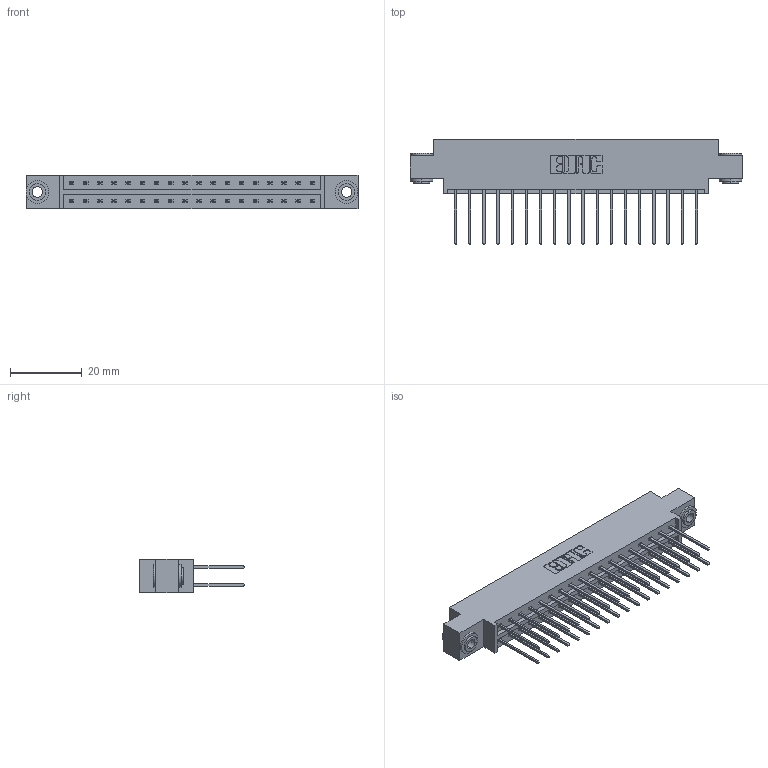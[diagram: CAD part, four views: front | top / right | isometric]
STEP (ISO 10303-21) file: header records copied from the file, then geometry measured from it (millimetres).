
FILE_DESCRIPTION (( 'STEP AP203' ), '1' );
FILE_NAME ('833-036-540-803.STEP', '2020-06-03T02:47:30', ( '' ), ( '' ), 'SwSTEP 2.0', 'SolidWorks 2020', '' );
FILE_SCHEMA (( 'CONFIG_CONTROL_DESIGN' ));
Length unit declared in the file: inch
Products named in the file (4): 833 Part_Offset - .156 Dia - TH; 345-292-001_345-293-140; 833-036-540-803; 345-250-002_345-250-002-102
Assembly tree (39 placements, depth 2):
  833-036-540-803
    833 Part_Offset - .156 Dia - TH
    345-292-001_345-293-140  x36
    345-250-002_345-250-002-102  x2
Bounding box: 92.86 x 29.47 x 9.4 mm (x, y, z)
Volume: 9184.4 mm3; surface area: 11712 mm2
Topology: 39 solids, 39 shells, 2028 faces, 5979 edges, 3934 vertices
Faces by surface type: plane 1380, cylinder 640, cone 8
Entity records: 15484 total; most frequent: CARTESIAN_POINT 2573, ORIENTED_EDGE 2502, DIRECTION 2273, EDGE_CURVE 1251, LINE 1099, VECTOR 1099, VERTEX_POINT 830, AXIS2_PLACEMENT_3D 587
